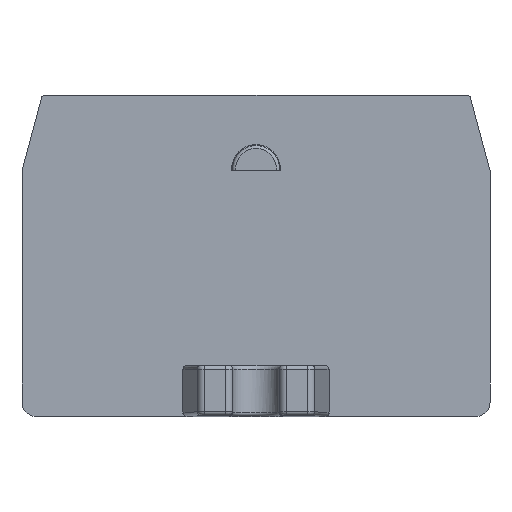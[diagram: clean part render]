
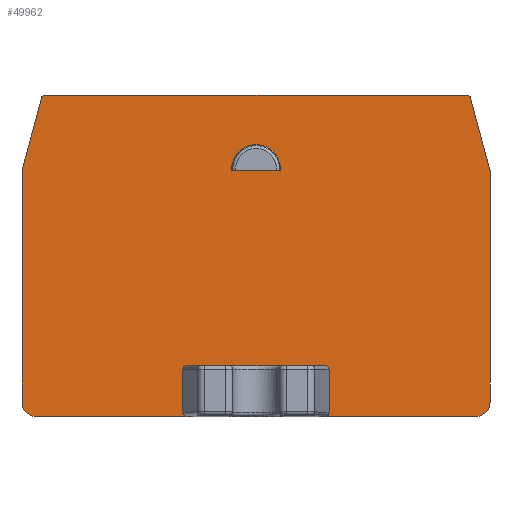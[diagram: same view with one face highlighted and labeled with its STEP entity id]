
A CAD part, front view. The second image highlights one B-rep face of the part: STEP entity #49962.
In plain terms, the highlighted planar face has unit normal (0, -1, 0).
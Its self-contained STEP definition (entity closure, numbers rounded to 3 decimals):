
#2345=PLANE('',#52315);
#3095=ELLIPSE('',#51644,0.254,0.25);
#3096=ELLIPSE('',#51674,0.254,0.25);
#3123=ELLIPSE('',#52317,0.254,0.25);
#3124=ELLIPSE('',#52318,0.254,0.25);
#3888=LINE('',#66416,#7154);
#3890=LINE('',#66419,#7156);
#3893=LINE('',#66431,#7159);
#3899=LINE('',#66447,#7165);
#3902=LINE('',#66453,#7168);
#3905=LINE('',#66459,#7171);
#4755=LINE('',#72812,#8021);
#4756=LINE('',#72813,#8022);
#4757=LINE('',#72814,#8023);
#4758=LINE('',#72818,#8024);
#4759=LINE('',#72822,#8025);
#7154=VECTOR('',#55239,1000.);
#7156=VECTOR('',#55241,1000.);
#7159=VECTOR('',#55256,1000.);
#7165=VECTOR('',#55270,1000.);
#7168=VECTOR('',#55275,1000.);
#7171=VECTOR('',#55280,1000.);
#8021=VECTOR('',#57388,1000.);
#8022=VECTOR('',#57389,1000.);
#8023=VECTOR('',#57390,1000.);
#8024=VECTOR('',#57393,1000.);
#8025=VECTOR('',#57396,1000.);
#14001=ORIENTED_EDGE('',*,*,#23063,.F.);
#14002=ORIENTED_EDGE('',*,*,#23064,.T.);
#14003=ORIENTED_EDGE('',*,*,#21561,.T.);
#14004=ORIENTED_EDGE('',*,*,#21567,.T.);
#14005=ORIENTED_EDGE('',*,*,#21681,.T.);
#14006=ORIENTED_EDGE('',*,*,#23065,.T.);
#14007=ORIENTED_EDGE('',*,*,#21683,.T.);
#14008=ORIENTED_EDGE('',*,*,#21564,.T.);
#14009=ORIENTED_EDGE('',*,*,#21553,.T.);
#14010=ORIENTED_EDGE('',*,*,#21548,.T.);
#14011=ORIENTED_EDGE('',*,*,#21545,.T.);
#14012=ORIENTED_EDGE('',*,*,#21543,.T.);
#14013=ORIENTED_EDGE('',*,*,#23066,.F.);
#14014=ORIENTED_EDGE('',*,*,#23067,.T.);
#14015=ORIENTED_EDGE('',*,*,#23068,.T.);
#14016=ORIENTED_EDGE('',*,*,#23069,.T.);
#14017=ORIENTED_EDGE('',*,*,#23070,.T.);
#14018=ORIENTED_EDGE('',*,*,#21518,.T.);
#14019=ORIENTED_EDGE('',*,*,#21547,.T.);
#14020=ORIENTED_EDGE('',*,*,#21515,.T.);
#21515=EDGE_CURVE('',#26664,#26665,#29465,.T.);
#21518=EDGE_CURVE('',#26666,#26039,#3095,.F.);
#21543=EDGE_CURVE('',#26038,#26679,#3096,.F.);
#21545=EDGE_CURVE('',#26680,#26038,#3888,.T.);
#21547=EDGE_CURVE('',#26039,#26664,#3890,.T.);
#21548=EDGE_CURVE('',#26681,#26680,#29483,.T.);
#21553=EDGE_CURVE('',#26684,#26681,#3893,.T.);
#21561=EDGE_CURVE('',#26665,#26689,#3899,.T.);
#21564=EDGE_CURVE('',#26691,#26684,#3902,.T.);
#21567=EDGE_CURVE('',#26689,#26693,#3905,.T.);
#21681=EDGE_CURVE('',#26693,#26767,#29522,.T.);
#21683=EDGE_CURVE('',#26768,#26691,#29524,.T.);
#23063=EDGE_CURVE('',#27622,#27623,#29704,.T.);
#23064=EDGE_CURVE('',#27622,#27623,#4755,.T.);
#23065=EDGE_CURVE('',#26767,#26768,#4756,.T.);
#23066=EDGE_CURVE('',#27624,#26679,#4757,.T.);
#23067=EDGE_CURVE('',#27624,#27625,#3123,.F.);
#23068=EDGE_CURVE('',#27625,#27626,#4758,.T.);
#23069=EDGE_CURVE('',#27626,#27627,#3124,.F.);
#23070=EDGE_CURVE('',#27627,#26666,#4759,.T.);
#26038=VERTEX_POINT('',#63305);
#26039=VERTEX_POINT('',#63306);
#26664=VERTEX_POINT('',#66357);
#26665=VERTEX_POINT('',#66358);
#26666=VERTEX_POINT('',#66363);
#26679=VERTEX_POINT('',#66413);
#26680=VERTEX_POINT('',#66417);
#26681=VERTEX_POINT('',#66422);
#26684=VERTEX_POINT('',#66432);
#26689=VERTEX_POINT('',#66446);
#26691=VERTEX_POINT('',#66451);
#26693=VERTEX_POINT('',#66458);
#26767=VERTEX_POINT('',#66696);
#26768=VERTEX_POINT('',#66701);
#27622=VERTEX_POINT('',#72810);
#27623=VERTEX_POINT('',#72811);
#27624=VERTEX_POINT('',#72815);
#27625=VERTEX_POINT('',#72817);
#27626=VERTEX_POINT('',#72819);
#27627=VERTEX_POINT('',#72821);
#29465=CIRCLE('',#51642,1.);
#29483=CIRCLE('',#51677,1.);
#29522=CIRCLE('',#51766,0.25);
#29524=CIRCLE('',#51769,0.25);
#29704=CIRCLE('',#52316,1.675);
#30950=EDGE_LOOP('',(#14001,#14002));
#30951=EDGE_LOOP('',(#14003,#14004,#14005,#14006,#14007,#14008,#14009,#14010,
#14011,#14012,#14013,#14014,#14015,#14016,#14017,#14018,#14019,#14020));
#33131=FACE_BOUND('',#30950,.T.);
#33132=FACE_BOUND('',#30951,.T.);
#49962=ADVANCED_FACE('',(#33131,#33132),#2345,.T.);
#51642=AXIS2_PLACEMENT_3D('',#66356,#55161,#55162);
#51644=AXIS2_PLACEMENT_3D('',#66362,#55167,#55168);
#51674=AXIS2_PLACEMENT_3D('',#66412,#55234,#55235);
#51677=AXIS2_PLACEMENT_3D('',#66421,#55244,#55245);
#51766=AXIS2_PLACEMENT_3D('',#66697,#55514,#55515);
#51769=AXIS2_PLACEMENT_3D('',#66700,#55520,#55521);
#52315=AXIS2_PLACEMENT_3D('',#72808,#57384,#57385);
#52316=AXIS2_PLACEMENT_3D('',#72809,#57386,#57387);
#52317=AXIS2_PLACEMENT_3D('',#72816,#57391,#57392);
#52318=AXIS2_PLACEMENT_3D('',#72820,#57394,#57395);
#55161=DIRECTION('',(0.,-1.,0.));
#55162=DIRECTION('',(0.,0.,-1.));
#55167=DIRECTION('',(0.,-1.,0.));
#55168=DIRECTION('',(-0.995,0.,0.099));
#55234=DIRECTION('',(0.,-1.,0.));
#55235=DIRECTION('',(-0.995,0.,-0.099));
#55239=DIRECTION('',(1.,0.,0.));
#55241=DIRECTION('',(1.,0.,0.));
#55244=DIRECTION('',(0.,-1.,0.));
#55245=DIRECTION('',(1.,0.,0.));
#55256=DIRECTION('',(0.,0.,-1.));
#55270=DIRECTION('',(0.,0.,1.));
#55275=DIRECTION('',(-0.259,0.,-0.966));
#55280=DIRECTION('',(-0.259,0.,0.966));
#55514=DIRECTION('',(0.,-1.,0.));
#55515=DIRECTION('',(1.,0.,0.));
#55520=DIRECTION('',(0.,-1.,0.));
#55521=DIRECTION('',(1.,0.,0.));
#57384=DIRECTION('',(0.,-1.,0.));
#57385=DIRECTION('',(0.,0.,-1.));
#57386=DIRECTION('',(0.,-1.,0.));
#57387=DIRECTION('',(-1.,0.,0.));
#57388=DIRECTION('',(-1.,0.,0.));
#57389=DIRECTION('',(-1.,0.,0.));
#57390=DIRECTION('',(0.,0.,-1.));
#57391=DIRECTION('',(0.,-1.,0.));
#57392=DIRECTION('',(-1.,0.,0.));
#57393=DIRECTION('',(1.,0.,0.));
#57394=DIRECTION('',(0.,-1.,0.));
#57395=DIRECTION('',(-1.,0.,0.));
#57396=DIRECTION('',(0.,0.,-1.));
#63305=CARTESIAN_POINT('',(-9.522,-80.745,-4.404));
#63306=CARTESIAN_POINT('',(-0.028,-80.745,-4.404));
#66356=CARTESIAN_POINT('',(10.25,-80.745,-3.404));
#66357=CARTESIAN_POINT('',(10.25,-80.745,-4.404));
#66358=CARTESIAN_POINT('',(11.25,-80.745,-3.404));
#66362=CARTESIAN_POINT('',(-0.029,-80.745,-4.154));
#66363=CARTESIAN_POINT('',(0.225,-80.745,-4.154));
#66412=CARTESIAN_POINT('',(-9.521,-80.745,-4.154));
#66413=CARTESIAN_POINT('',(-9.775,-80.745,-4.154));
#66416=CARTESIAN_POINT('',(-20.,-80.745,-4.404));
#66417=CARTESIAN_POINT('',(-19.8,-80.745,-4.404));
#66419=CARTESIAN_POINT('',(-20.,-80.745,-4.404));
#66421=CARTESIAN_POINT('',(-19.8,-80.745,-3.404));
#66422=CARTESIAN_POINT('',(-20.8,-80.745,-3.404));
#66431=CARTESIAN_POINT('',(-20.8,-80.745,-4.574));
#66432=CARTESIAN_POINT('',(-20.8,-80.745,12.457));
#66446=CARTESIAN_POINT('',(11.25,-80.745,12.457));
#66447=CARTESIAN_POINT('',(11.25,-80.745,12.411));
#66451=CARTESIAN_POINT('',(-19.472,-80.745,17.415));
#66453=CARTESIAN_POINT('',(-19.472,-80.745,17.415));
#66458=CARTESIAN_POINT('',(9.922,-80.745,17.415));
#66459=CARTESIAN_POINT('',(9.922,-80.745,17.415));
#66696=CARTESIAN_POINT('',(9.68,-80.745,17.6));
#66697=CARTESIAN_POINT('',(9.68,-80.745,17.35));
#66700=CARTESIAN_POINT('',(-19.23,-80.745,17.35));
#66701=CARTESIAN_POINT('',(-19.23,-80.745,17.6));
#72808=CARTESIAN_POINT('',(-20.,-80.745,-4.574));
#72809=CARTESIAN_POINT('',(-4.775,-80.745,12.554));
#72810=CARTESIAN_POINT('',(-3.103,-80.745,12.457));
#72811=CARTESIAN_POINT('',(-6.447,-80.745,12.457));
#72812=CARTESIAN_POINT('',(11.25,-80.745,12.457));
#72813=CARTESIAN_POINT('',(-19.23,-80.745,17.6));
#72814=CARTESIAN_POINT('',(-9.775,-80.745,-0.904));
#72815=CARTESIAN_POINT('',(-9.775,-80.745,-1.154));
#72816=CARTESIAN_POINT('',(-9.521,-80.745,-1.154));
#72817=CARTESIAN_POINT('',(-9.521,-80.745,-0.904));
#72818=CARTESIAN_POINT('',(-9.775,-80.745,-0.904));
#72819=CARTESIAN_POINT('',(-0.029,-80.745,-0.904));
#72820=CARTESIAN_POINT('',(-0.029,-80.745,-1.154));
#72821=CARTESIAN_POINT('',(0.225,-80.745,-1.154));
#72822=CARTESIAN_POINT('',(0.225,-80.745,-0.904));
